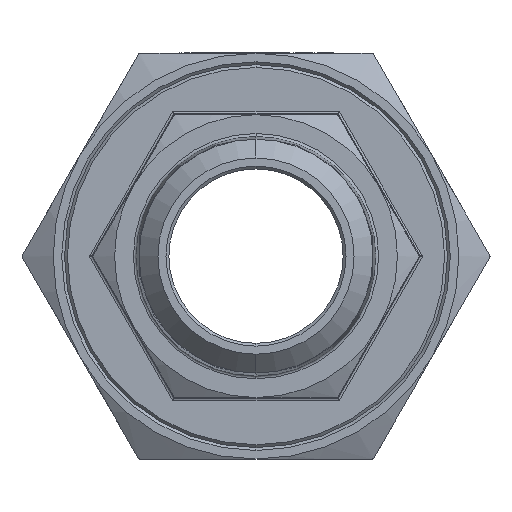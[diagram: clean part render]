
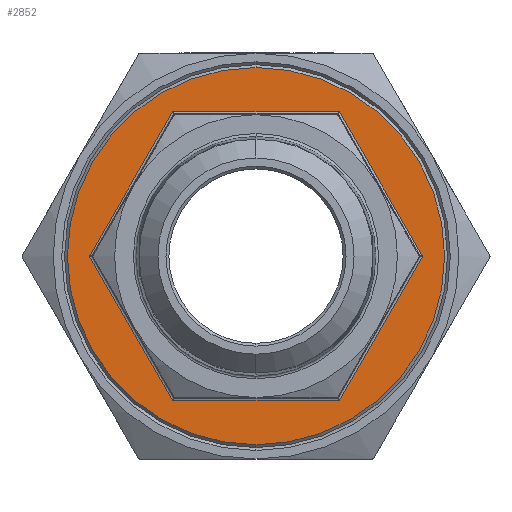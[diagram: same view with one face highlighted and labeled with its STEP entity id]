
A CAD part, left-side view. The second image highlights one B-rep face of the part: STEP entity #2852.
In plain terms, the highlighted planar face has unit normal (-1, 0, 0).
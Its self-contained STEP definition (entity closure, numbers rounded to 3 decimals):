
#131 = AXIS2_PLACEMENT_3D ( 'NONE', #4850, #9151, #2476 ) ;
#258 = DIRECTION ( 'NONE',  ( 0., -0.5, -0.866 ) ) ;
#733 = EDGE_LOOP ( 'NONE', ( #735, #2124, #12382, #10419, #14400, #8738 ) ) ;
#735 = ORIENTED_EDGE ( 'NONE', *, *, #3768, .F. ) ;
#958 = ORIENTED_EDGE ( 'NONE', *, *, #5161, .T. ) ;
#1081 = VERTEX_POINT ( 'NONE', #9529 ) ;
#1130 = VECTOR ( 'NONE', #10111, 1000. ) ;
#2124 = ORIENTED_EDGE ( 'NONE', *, *, #12580, .F. ) ;
#2266 = VECTOR ( 'NONE', #2509, 1000. ) ;
#2476 = DIRECTION ( 'NONE',  ( 0., -1., 0. ) ) ;
#2509 = DIRECTION ( 'NONE',  ( 0., -0.5, 0.866 ) ) ;
#2653 = CARTESIAN_POINT ( 'NONE',  ( -12.45, 14.578, -25.25 ) ) ;
#2676 = EDGE_CURVE ( 'NONE', #7631, #10224, #4774, .T. ) ;
#2681 = CARTESIAN_POINT ( 'NONE',  ( -12.45, -29.156, 0. ) ) ;
#2728 = VECTOR ( 'NONE', #8755, 1000. ) ;
#2747 = DIRECTION ( 'NONE',  ( 0., 0.5, -0.866 ) ) ;
#2852 = ADVANCED_FACE ( 'NONE', ( #10874, #7886 ), #7754, .T. ) ;
#2866 = CARTESIAN_POINT ( 'NONE',  ( -12.45, 0., 0. ) ) ;
#3500 = ORIENTED_EDGE ( 'NONE', *, *, #13607, .T. ) ;
#3768 = EDGE_CURVE ( 'NONE', #9414, #7631, #5843, .T. ) ;
#3977 = DIRECTION ( 'NONE',  ( -1., 0., 0. ) ) ;
#4521 = LINE ( 'NONE', #7033, #2266 ) ;
#4557 = EDGE_LOOP ( 'NONE', ( #3500, #958 ) ) ;
#4774 = LINE ( 'NONE', #7873, #1130 ) ;
#4814 = VERTEX_POINT ( 'NONE', #9442 ) ;
#4850 = CARTESIAN_POINT ( 'NONE',  ( -12.45, 0., 0. ) ) ;
#5161 = EDGE_CURVE ( 'NONE', #7679, #1081, #9811, .T. ) ;
#5262 = CARTESIAN_POINT ( 'NONE',  ( -12.45, -7.145, 25.25 ) ) ;
#5843 = LINE ( 'NONE', #9189, #7915 ) ;
#6761 = EDGE_CURVE ( 'NONE', #10224, #8758, #4521, .T. ) ;
#7033 = CARTESIAN_POINT ( 'NONE',  ( -12.45, -18.295, -18.813 ) ) ;
#7096 = EDGE_CURVE ( 'NONE', #8758, #4814, #7786, .T. ) ;
#7430 = DIRECTION ( 'NONE',  ( 0., 0., 1. ) ) ;
#7481 = AXIS2_PLACEMENT_3D ( 'NONE', #2866, #3977, #12934 ) ;
#7484 = CARTESIAN_POINT ( 'NONE',  ( -12.45, 0., 0. ) ) ;
#7631 = VERTEX_POINT ( 'NONE', #2653 ) ;
#7679 = VERTEX_POINT ( 'NONE', #10376 ) ;
#7754 = PLANE ( 'NONE',  #131 ) ;
#7786 = LINE ( 'NONE', #11346, #13256 ) ;
#7873 = CARTESIAN_POINT ( 'NONE',  ( -12.45, 7.145, -25.25 ) ) ;
#7886 = FACE_BOUND ( 'NONE', #733, .T. ) ;
#7915 = VECTOR ( 'NONE', #258, 1000. ) ;
#8366 = CARTESIAN_POINT ( 'NONE',  ( -12.45, 29.156, 0. ) ) ;
#8437 = EDGE_CURVE ( 'NONE', #4814, #13911, #13757, .T. ) ;
#8738 = ORIENTED_EDGE ( 'NONE', *, *, #2676, .F. ) ;
#8755 = DIRECTION ( 'NONE',  ( 0., 1., 0. ) ) ;
#8758 = VERTEX_POINT ( 'NONE', #2681 ) ;
#9001 = AXIS2_PLACEMENT_3D ( 'NONE', #7484, #14177, #7430 ) ;
#9119 = CARTESIAN_POINT ( 'NONE',  ( -12.45, -14.578, -25.25 ) ) ;
#9151 = DIRECTION ( 'NONE',  ( -1., 0., 0. ) ) ;
#9165 = LINE ( 'NONE', #12857, #9880 ) ;
#9189 = CARTESIAN_POINT ( 'NONE',  ( -12.45, 25.439, -6.437 ) ) ;
#9414 = VERTEX_POINT ( 'NONE', #8366 ) ;
#9442 = CARTESIAN_POINT ( 'NONE',  ( -12.45, -14.578, 25.25 ) ) ;
#9529 = CARTESIAN_POINT ( 'NONE',  ( -12.45, 0., 33. ) ) ;
#9811 = CIRCLE ( 'NONE', #9001, 33. ) ;
#9880 = VECTOR ( 'NONE', #2747, 1000. ) ;
#10111 = DIRECTION ( 'NONE',  ( 0., -1., 0. ) ) ;
#10224 = VERTEX_POINT ( 'NONE', #9119 ) ;
#10376 = CARTESIAN_POINT ( 'NONE',  ( -12.45, 0., -33. ) ) ;
#10419 = ORIENTED_EDGE ( 'NONE', *, *, #7096, .F. ) ;
#10874 = FACE_OUTER_BOUND ( 'NONE', #4557, .T. ) ;
#11255 = DIRECTION ( 'NONE',  ( 0., 0.5, 0.866 ) ) ;
#11346 = CARTESIAN_POINT ( 'NONE',  ( -12.45, -25.439, 6.437 ) ) ;
#12096 = CIRCLE ( 'NONE', #7481, 33. ) ;
#12382 = ORIENTED_EDGE ( 'NONE', *, *, #8437, .F. ) ;
#12580 = EDGE_CURVE ( 'NONE', #13911, #9414, #9165, .T. ) ;
#12857 = CARTESIAN_POINT ( 'NONE',  ( -12.45, 18.295, 18.813 ) ) ;
#12934 = DIRECTION ( 'NONE',  ( 0., 0., 1. ) ) ;
#13256 = VECTOR ( 'NONE', #11255, 1000. ) ;
#13607 = EDGE_CURVE ( 'NONE', #1081, #7679, #12096, .T. ) ;
#13718 = CARTESIAN_POINT ( 'NONE',  ( -12.45, 14.578, 25.25 ) ) ;
#13757 = LINE ( 'NONE', #5262, #2728 ) ;
#13911 = VERTEX_POINT ( 'NONE', #13718 ) ;
#14177 = DIRECTION ( 'NONE',  ( -1., 0., 0. ) ) ;
#14400 = ORIENTED_EDGE ( 'NONE', *, *, #6761, .F. ) ;
